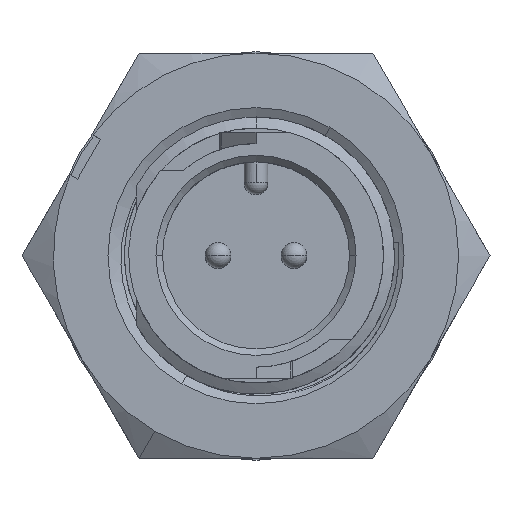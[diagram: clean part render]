
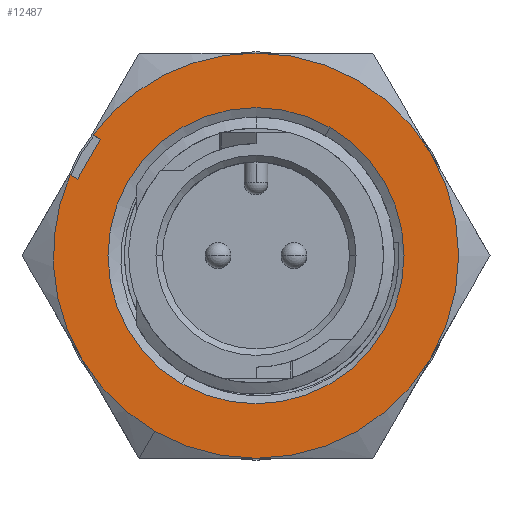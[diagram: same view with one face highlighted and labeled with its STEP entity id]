
A CAD part, top view. The second image highlights one B-rep face of the part: STEP entity #12487.
In plain terms, the highlighted planar face has unit normal (0, 0, 1).
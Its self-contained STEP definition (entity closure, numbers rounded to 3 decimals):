
#15 = CARTESIAN_POINT ( 'NONE',  ( 0., 0., 10.236 ) ) ;
#90 = EDGE_CURVE ( 'NONE', #1449, #5333, #12362, .T. ) ;
#526 = AXIS2_PLACEMENT_3D ( 'NONE', #8932, #9063, #1746 ) ;
#605 = CARTESIAN_POINT ( 'NONE',  ( -6.045, 4.516, 10.236 ) ) ;
#659 = EDGE_CURVE ( 'NONE', #6303, #1449, #9281, .T. ) ;
#674 = CARTESIAN_POINT ( 'NONE',  ( -6.934, 2.977, 10.236 ) ) ;
#765 = VERTEX_POINT ( 'NONE', #5035 ) ;
#833 = CIRCLE ( 'NONE', #8194, 7.874 ) ;
#856 = CARTESIAN_POINT ( 'NONE',  ( -6.934, 2.977, 10.236 ) ) ;
#979 = DIRECTION ( 'NONE',  ( 0., 0., -1. ) ) ;
#1147 = CIRCLE ( 'NONE', #8085, 7.874 ) ;
#1150 = CARTESIAN_POINT ( 'NONE',  ( 0., 0., 10.236 ) ) ;
#1151 = CARTESIAN_POINT ( 'NONE',  ( 0., 0., 10.236 ) ) ;
#1415 = DIRECTION ( 'NONE',  ( 0., 0., -1. ) ) ;
#1449 = VERTEX_POINT ( 'NONE', #6281 ) ;
#1661 = EDGE_CURVE ( 'NONE', #10001, #5750, #3925, .T. ) ;
#1746 = DIRECTION ( 'NONE',  ( -0.5, -0.866, 0. ) ) ;
#1749 = VERTEX_POINT ( 'NONE', #5778 ) ;
#2158 = CARTESIAN_POINT ( 'NONE',  ( 13.638, -7.874, 10.236 ) ) ;
#2278 = EDGE_CURVE ( 'NONE', #5333, #4436, #2734, .T. ) ;
#2365 = VECTOR ( 'NONE', #4416, 1000. ) ;
#2637 = VERTEX_POINT ( 'NONE', #9244 ) ;
#2734 = LINE ( 'NONE', #674, #11833 ) ;
#2948 = EDGE_CURVE ( 'NONE', #2637, #7082, #4838, .T. ) ;
#3087 = DIRECTION ( 'NONE',  ( 0., 0., -1. ) ) ;
#3166 = ORIENTED_EDGE ( 'NONE', *, *, #8701, .F. ) ;
#3371 = CARTESIAN_POINT ( 'NONE',  ( -8.185, 3.699, 10.236 ) ) ;
#3489 = AXIS2_PLACEMENT_3D ( 'NONE', #2158, #1415, #12281 ) ;
#3495 = CARTESIAN_POINT ( 'NONE',  ( 0., 0., 10.236 ) ) ;
#3925 = CIRCLE ( 'NONE', #526, 5.753 ) ;
#3990 = CIRCLE ( 'NONE', #12381, 7.874 ) ;
#4273 = DIRECTION ( 'NONE',  ( 0., 0., -1. ) ) ;
#4340 = FACE_BOUND ( 'NONE', #11889, .T. ) ;
#4361 = DIRECTION ( 'NONE',  ( -0.5, -0.866, 0. ) ) ;
#4406 = DIRECTION ( 'NONE',  ( -0.5, -0.866, 0. ) ) ;
#4416 = DIRECTION ( 'NONE',  ( 0.866, -0.5, 0. ) ) ;
#4436 = VERTEX_POINT ( 'NONE', #605 ) ;
#4595 = DIRECTION ( 'NONE',  ( 0.5, 0.866, 0. ) ) ;
#4629 = ORIENTED_EDGE ( 'NONE', *, *, #9205, .T. ) ;
#4662 = CARTESIAN_POINT ( 'NONE',  ( 0., 0., 10.236 ) ) ;
#4817 = CARTESIAN_POINT ( 'NONE',  ( 0., 0., 10.236 ) ) ;
#4838 = CIRCLE ( 'NONE', #12181, 7.874 ) ;
#5035 = CARTESIAN_POINT ( 'NONE',  ( -6.331, 4.682, 10.236 ) ) ;
#5060 = CARTESIAN_POINT ( 'NONE',  ( 2.877, 4.982, 10.236 ) ) ;
#5063 = DIRECTION ( 'NONE',  ( -0.5, -0.866, 0. ) ) ;
#5185 = VERTEX_POINT ( 'NONE', #7946 ) ;
#5333 = VERTEX_POINT ( 'NONE', #856 ) ;
#5705 = AXIS2_PLACEMENT_3D ( 'NONE', #4662, #11494, #12617 ) ;
#5750 = VERTEX_POINT ( 'NONE', #6231 ) ;
#5778 = CARTESIAN_POINT ( 'NONE',  ( 0., 7.874, 10.236 ) ) ;
#5931 = CARTESIAN_POINT ( 'NONE',  ( 0., 0., 10.236 ) ) ;
#6025 = EDGE_CURVE ( 'NONE', #765, #1749, #9260, .T. ) ;
#6231 = CARTESIAN_POINT ( 'NONE',  ( -2.877, -4.982, 10.236 ) ) ;
#6266 = ORIENTED_EDGE ( 'NONE', *, *, #11143, .F. ) ;
#6281 = CARTESIAN_POINT ( 'NONE',  ( -7.22, 3.142, 10.236 ) ) ;
#6303 = VERTEX_POINT ( 'NONE', #6462 ) ;
#6322 = ORIENTED_EDGE ( 'NONE', *, *, #90, .F. ) ;
#6357 = CARTESIAN_POINT ( 'NONE',  ( 6.819, -3.937, 10.236 ) ) ;
#6375 = DIRECTION ( 'NONE',  ( 0., 0., -1. ) ) ;
#6462 = CARTESIAN_POINT ( 'NONE',  ( -6.819, -3.937, 10.236 ) ) ;
#6732 = ORIENTED_EDGE ( 'NONE', *, *, #7986, .F. ) ;
#7017 = ORIENTED_EDGE ( 'NONE', *, *, #12639, .F. ) ;
#7082 = VERTEX_POINT ( 'NONE', #11927 ) ;
#7335 = FACE_OUTER_BOUND ( 'NONE', #8867, .T. ) ;
#7436 = AXIS2_PLACEMENT_3D ( 'NONE', #15, #3087, #11040 ) ;
#7567 = ORIENTED_EDGE ( 'NONE', *, *, #659, .F. ) ;
#7588 = DIRECTION ( 'NONE',  ( -0.5, -0.866, 0. ) ) ;
#7946 = CARTESIAN_POINT ( 'NONE',  ( 6.819, 3.937, 10.236 ) ) ;
#7986 = EDGE_CURVE ( 'NONE', #4436, #765, #10471, .T. ) ;
#8085 = AXIS2_PLACEMENT_3D ( 'NONE', #1150, #4273, #4406 ) ;
#8163 = VECTOR ( 'NONE', #9268, 1000. ) ;
#8166 = ORIENTED_EDGE ( 'NONE', *, *, #1661, .T. ) ;
#8194 = AXIS2_PLACEMENT_3D ( 'NONE', #3495, #6375, #4361 ) ;
#8395 = PLANE ( 'NONE',  #3489 ) ;
#8701 = EDGE_CURVE ( 'NONE', #12644, #2637, #3990, .T. ) ;
#8816 = DIRECTION ( 'NONE',  ( -0.5, -0.866, 0. ) ) ;
#8867 = EDGE_LOOP ( 'NONE', ( #12374, #6732, #9611, #6322, #7567, #7017, #9420, #3166, #10032, #6266 ) ) ;
#8932 = CARTESIAN_POINT ( 'NONE',  ( 0., 0., 10.236 ) ) ;
#8933 = DIRECTION ( 'NONE',  ( 0., 0., -1. ) ) ;
#9063 = DIRECTION ( 'NONE',  ( 0., 0., -1. ) ) ;
#9205 = EDGE_CURVE ( 'NONE', #5750, #10001, #11026, .T. ) ;
#9244 = CARTESIAN_POINT ( 'NONE',  ( 0., -7.874, 10.236 ) ) ;
#9260 = CIRCLE ( 'NONE', #5705, 7.874 ) ;
#9268 = DIRECTION ( 'NONE',  ( -0.866, 0.5, 0. ) ) ;
#9281 = CIRCLE ( 'NONE', #12007, 7.874 ) ;
#9420 = ORIENTED_EDGE ( 'NONE', *, *, #2948, .F. ) ;
#9611 = ORIENTED_EDGE ( 'NONE', *, *, #2278, .F. ) ;
#10001 = VERTEX_POINT ( 'NONE', #5060 ) ;
#10009 = DIRECTION ( 'NONE',  ( -0.5, -0.866, 0. ) ) ;
#10032 = ORIENTED_EDGE ( 'NONE', *, *, #10565, .F. ) ;
#10471 = LINE ( 'NONE', #12435, #8163 ) ;
#10565 = EDGE_CURVE ( 'NONE', #5185, #12644, #833, .T. ) ;
#10670 = DIRECTION ( 'NONE',  ( 0., 0., -1. ) ) ;
#11026 = CIRCLE ( 'NONE', #7436, 5.753 ) ;
#11040 = DIRECTION ( 'NONE',  ( -0.5, -0.866, 0. ) ) ;
#11143 = EDGE_CURVE ( 'NONE', #1749, #5185, #11247, .T. ) ;
#11247 = CIRCLE ( 'NONE', #12499, 7.874 ) ;
#11422 = DIRECTION ( 'NONE',  ( 0., 0., -1. ) ) ;
#11494 = DIRECTION ( 'NONE',  ( 0., 0., -1. ) ) ;
#11833 = VECTOR ( 'NONE', #4595, 1000. ) ;
#11889 = EDGE_LOOP ( 'NONE', ( #8166, #4629 ) ) ;
#11927 = CARTESIAN_POINT ( 'NONE',  ( -3.937, -6.819, 10.236 ) ) ;
#12007 = AXIS2_PLACEMENT_3D ( 'NONE', #4817, #10670, #8816 ) ;
#12181 = AXIS2_PLACEMENT_3D ( 'NONE', #12537, #11422, #7588 ) ;
#12281 = DIRECTION ( 'NONE',  ( 0., -1., 0. ) ) ;
#12362 = LINE ( 'NONE', #3371, #2365 ) ;
#12374 = ORIENTED_EDGE ( 'NONE', *, *, #6025, .F. ) ;
#12381 = AXIS2_PLACEMENT_3D ( 'NONE', #5931, #979, #10009 ) ;
#12435 = CARTESIAN_POINT ( 'NONE',  ( -7.296, 5.239, 10.236 ) ) ;
#12487 = ADVANCED_FACE ( 'NONE', ( #4340, #7335 ), #8395, .F. ) ;
#12499 = AXIS2_PLACEMENT_3D ( 'NONE', #1151, #8933, #5063 ) ;
#12537 = CARTESIAN_POINT ( 'NONE',  ( 0., 0., 10.236 ) ) ;
#12617 = DIRECTION ( 'NONE',  ( -0.5, -0.866, 0. ) ) ;
#12639 = EDGE_CURVE ( 'NONE', #7082, #6303, #1147, .T. ) ;
#12644 = VERTEX_POINT ( 'NONE', #6357 ) ;
